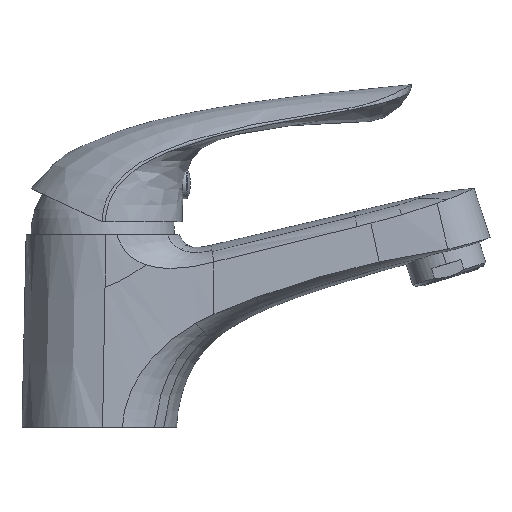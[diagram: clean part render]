
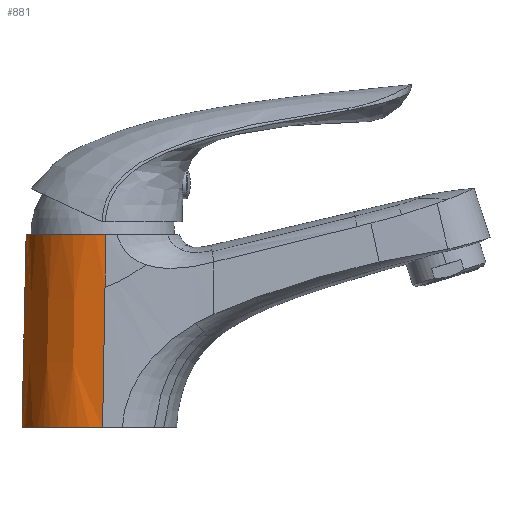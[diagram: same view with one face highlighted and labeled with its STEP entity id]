
A CAD part, left-side view. The second image highlights one B-rep face of the part: STEP entity #881.
In plain terms, the highlighted free-form (B-spline) face has degree [3, 3] with [4, 9] control points.
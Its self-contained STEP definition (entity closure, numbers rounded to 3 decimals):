
#881=ADVANCED_FACE('',(#2828),#34123,.T.);
#2828=FACE_OUTER_BOUND('',#4782,.T.);
#4782=EDGE_LOOP('',(#7567,#7568,#7569,#7570,#7571));
#7567=ORIENTED_EDGE('',*,*,#18958,.F.);
#7568=ORIENTED_EDGE('',*,*,#18947,.F.);
#7569=ORIENTED_EDGE('',*,*,#18953,.F.);
#7570=ORIENTED_EDGE('',*,*,#18957,.F.);
#7571=ORIENTED_EDGE('',*,*,#18967,.F.);
#18947=EDGE_CURVE('',#30427,#30426,#24652,.T.);
#18953=EDGE_CURVE('',#30430,#30427,#24656,.T.);
#18957=EDGE_CURVE('',#30435,#30430,#24660,.T.);
#18958=EDGE_CURVE('',#30426,#30434,#24661,.T.);
#18967=EDGE_CURVE('',#30434,#30435,#29542,.T.);
#24652=B_SPLINE_CURVE_WITH_KNOTS('',3,(#48990,#48991,#48992,#48993,#48994,
#48995,#48996,#48997,#48998),.UNSPECIFIED.,.F.,.F.,(4,1,1,1,1,1,4),(-39.451,
-34.52,-29.588,-19.726,-9.863,
-4.931,0.),.UNSPECIFIED.);
#24656=B_SPLINE_CURVE_WITH_KNOTS('',1,(#49032,#49033),.UNSPECIFIED.,.F.,
 .F.,(2,2),(-43.943,0.),.UNSPECIFIED.);
#24660=B_SPLINE_CURVE_WITH_KNOTS('',1,(#49055,#49056),.UNSPECIFIED.,.F.,
 .F.,(2,2),(0.,16.46),.UNSPECIFIED.);
#24661=B_SPLINE_CURVE_WITH_KNOTS('',1,(#49057,#49058),.UNSPECIFIED.,.F.,
 .F.,(2,2),(0.,60.408),.UNSPECIFIED.);
#29542=(
BOUNDED_CURVE()
B_SPLINE_CURVE(2,(#49112,#49113,#49114,#49115,#49116),.UNSPECIFIED.,.F.,
 .F.)
B_SPLINE_CURVE_WITH_KNOTS((3,2,3),(-38.701,-19.351,0.),
 .UNSPECIFIED.)
CURVE()
GEOMETRIC_REPRESENTATION_ITEM()
RATIONAL_B_SPLINE_CURVE((1.,0.92,1.,0.92,1.))
REPRESENTATION_ITEM('')
);
#30426=VERTEX_POINT('',#48483);
#30427=VERTEX_POINT('',#48484);
#30430=VERTEX_POINT('',#48487);
#30434=VERTEX_POINT('',#48491);
#30435=VERTEX_POINT('',#48492);
#34123=B_SPLINE_SURFACE_WITH_KNOTS('',3,3,((#40318,#40319,#40320,#40321,
#40322,#40323,#40324,#40325,#40326),(#40327,#40328,#40329,#40330,#40331,
#40332,#40333,#40334,#40335),(#40336,#40337,#40338,#40339,#40340,#40341,
#40342,#40343,#40344),(#40345,#40346,#40347,#40348,#40349,#40350,#40351,
#40352,#40353)),.UNSPECIFIED.,.F.,.F.,.F.,(4,4),(4,1,1,1,1,1,4),(0.,62.824),
(0.,0.795,10.737,20.678,30.62,
40.561,41.357),.UNSPECIFIED.);
#40318=CARTESIAN_POINT('',(1.771,-1.208,24.189));
#40319=CARTESIAN_POINT('',(1.511,-1.208,24.208));
#40320=CARTESIAN_POINT('',(-2.004,-1.208,24.412));
#40321=CARTESIAN_POINT('',(-8.834,-1.208,23.311));
#40322=CARTESIAN_POINT('',(-17.272,-1.208,17.984));
#40323=CARTESIAN_POINT('',(-22.945,-1.208,9.775));
#40324=CARTESIAN_POINT('',(-24.329,-1.208,2.997));
#40325=CARTESIAN_POINT('',(-24.272,-1.208,-0.524));
#40326=CARTESIAN_POINT('',(-24.263,-1.208,-0.784));
#40327=CARTESIAN_POINT('',(2.128,19.729,24.103));
#40328=CARTESIAN_POINT('',(1.869,19.729,24.122));
#40329=CARTESIAN_POINT('',(-1.634,19.729,24.325));
#40330=CARTESIAN_POINT('',(-8.439,19.729,23.228));
#40331=CARTESIAN_POINT('',(-16.847,19.729,17.921));
#40332=CARTESIAN_POINT('',(-22.5,19.729,9.74));
#40333=CARTESIAN_POINT('',(-23.879,19.729,2.987));
#40334=CARTESIAN_POINT('',(-23.822,19.729,-0.521));
#40335=CARTESIAN_POINT('',(-23.813,19.729,-0.781));
#40336=CARTESIAN_POINT('',(2.485,40.665,24.017));
#40337=CARTESIAN_POINT('',(2.227,40.665,24.037));
#40338=CARTESIAN_POINT('',(-1.263,40.665,24.239));
#40339=CARTESIAN_POINT('',(-8.044,40.665,23.146));
#40340=CARTESIAN_POINT('',(-16.422,40.665,17.857));
#40341=CARTESIAN_POINT('',(-22.054,40.665,9.706));
#40342=CARTESIAN_POINT('',(-23.429,40.665,2.977));
#40343=CARTESIAN_POINT('',(-23.372,40.665,-0.518));
#40344=CARTESIAN_POINT('',(-23.363,40.665,-0.777));
#40345=CARTESIAN_POINT('',(2.842,61.602,23.932));
#40346=CARTESIAN_POINT('',(2.584,61.602,23.951));
#40347=CARTESIAN_POINT('',(-0.893,61.602,24.152));
#40348=CARTESIAN_POINT('',(-7.649,61.602,23.063));
#40349=CARTESIAN_POINT('',(-15.997,61.602,17.794));
#40350=CARTESIAN_POINT('',(-21.609,61.602,9.672));
#40351=CARTESIAN_POINT('',(-22.978,61.602,2.967));
#40352=CARTESIAN_POINT('',(-22.922,61.602,-0.516));
#40353=CARTESIAN_POINT('',(-22.913,61.602,-0.774));
#48483=CARTESIAN_POINT('',(-24.25,0.,0.));
#48484=CARTESIAN_POINT('',(1.001,0.,24.23));
#48487=CARTESIAN_POINT('',(1.763,43.936,24.049));
#48491=CARTESIAN_POINT('',(-22.952,60.394,0.));
#48492=CARTESIAN_POINT('',(2.048,60.394,23.981));
#48990=CARTESIAN_POINT('',(1.001,0.,24.23));
#48991=CARTESIAN_POINT('',(-1.103,0.,24.316));
#48992=CARTESIAN_POINT('',(-4.796,0.,23.953));
#48993=CARTESIAN_POINT('',(-11.008,0.,22.003));
#48994=CARTESIAN_POINT('',(-17.137,0.,17.86));
#48995=CARTESIAN_POINT('',(-21.529,0.,11.907));
#48996=CARTESIAN_POINT('',(-23.735,0.,5.781));
#48997=CARTESIAN_POINT('',(-24.25,0.,2.106));
#48998=CARTESIAN_POINT('',(-24.25,0.,0.));
#49032=CARTESIAN_POINT('',(1.763,43.936,24.049));
#49033=CARTESIAN_POINT('',(1.001,0.,24.23));
#49055=CARTESIAN_POINT('',(2.048,60.394,23.981));
#49056=CARTESIAN_POINT('',(1.763,43.936,24.049));
#49057=CARTESIAN_POINT('',(-24.25,0.,0.));
#49058=CARTESIAN_POINT('',(-22.952,60.394,0.));
#49112=CARTESIAN_POINT('',(-22.952,60.394,0.));
#49113=CARTESIAN_POINT('',(-22.953,60.394,10.236));
#49114=CARTESIAN_POINT('',(-15.566,60.394,17.322));
#49115=CARTESIAN_POINT('',(-8.179,60.394,24.408));
#49116=CARTESIAN_POINT('',(2.048,60.394,23.981));
